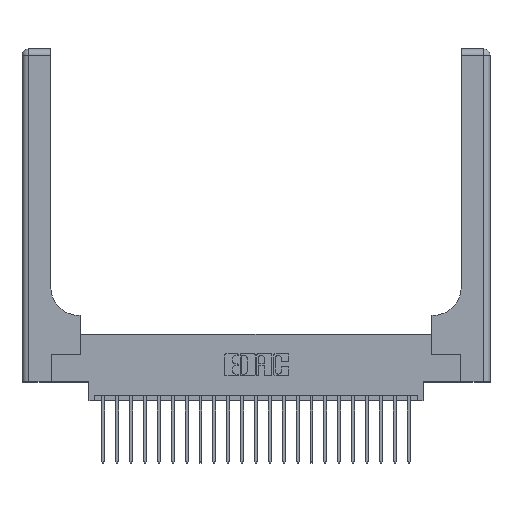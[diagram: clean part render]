
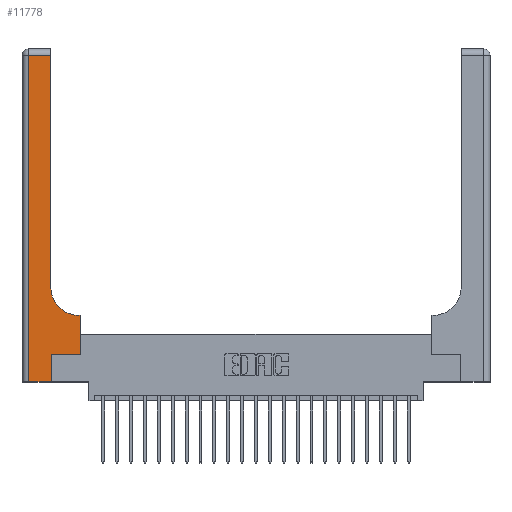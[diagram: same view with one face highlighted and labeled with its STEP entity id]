
A CAD part, top view. The second image highlights one B-rep face of the part: STEP entity #11778.
In plain terms, the highlighted planar face has unit normal (0, 0, 1).
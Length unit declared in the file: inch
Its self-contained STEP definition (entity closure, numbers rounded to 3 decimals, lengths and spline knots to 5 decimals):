
#48 = VECTOR ( 'NONE', #13986, 39.37008 ) ;
#360 = CARTESIAN_POINT ( 'NONE',  ( 0.528, 0.25, 0.37 ) ) ;
#369 = VERTEX_POINT ( 'NONE', #3499 ) ;
#503 = CARTESIAN_POINT ( 'NONE',  ( 0.51, 0.85, 0.37 ) ) ;
#540 = CARTESIAN_POINT ( 'NONE',  ( 0., 3., 0.37 ) ) ;
#913 = DIRECTION ( 'NONE',  ( -1., 0., 0. ) ) ;
#926 = VECTOR ( 'NONE', #16100, 39.37008 ) ;
#1297 = VECTOR ( 'NONE', #1430, 39.37008 ) ;
#1330 = CARTESIAN_POINT ( 'NONE',  ( 0.06, 3., 0.37 ) ) ;
#1430 = DIRECTION ( 'NONE',  ( 1., 0., 0. ) ) ;
#1458 = CARTESIAN_POINT ( 'NONE',  ( 0., 2.94, 0.37 ) ) ;
#1667 = VERTEX_POINT ( 'NONE', #16146 ) ;
#1771 = VERTEX_POINT ( 'NONE', #360 ) ;
#1811 = CARTESIAN_POINT ( 'NONE',  ( 0.26, 3., 0.37 ) ) ;
#2136 = VECTOR ( 'NONE', #19065, 39.37008 ) ;
#2324 = DIRECTION ( 'NONE',  ( 1., 0., 0. ) ) ;
#2359 = DIRECTION ( 'NONE',  ( 0., 0., -1. ) ) ;
#2966 = EDGE_CURVE ( 'NONE', #1667, #1771, #13374, .T. ) ;
#3053 = CARTESIAN_POINT ( 'NONE',  ( 0., 0., 0.37 ) ) ;
#3140 = DIRECTION ( 'NONE',  ( 1., 0., 0. ) ) ;
#3499 = CARTESIAN_POINT ( 'NONE',  ( 0.51, 0.6, 0.37 ) ) ;
#4268 = ORIENTED_EDGE ( 'NONE', *, *, #19104, .T. ) ;
#4941 = EDGE_CURVE ( 'NONE', #12180, #369, #12726, .T. ) ;
#5744 = VECTOR ( 'NONE', #3140, 39.37008 ) ;
#5894 = CARTESIAN_POINT ( 'NONE',  ( 0.265, 0., 0.37 ) ) ;
#6858 = CARTESIAN_POINT ( 'NONE',  ( 0.06, 0., 0.37 ) ) ;
#7225 = LINE ( 'NONE', #5894, #21328 ) ;
#7378 = EDGE_CURVE ( 'NONE', #1771, #12180, #10444, .T. ) ;
#7825 = EDGE_LOOP ( 'NONE', ( #15163, #14110, #4268, #11005, #19776, #17020, #9817, #13516, #22606 ) ) ;
#7948 = VECTOR ( 'NONE', #913, 39.37008 ) ;
#7994 = EDGE_CURVE ( 'NONE', #369, #13306, #15892, .T. ) ;
#8262 = VERTEX_POINT ( 'NONE', #11892 ) ;
#8778 = VERTEX_POINT ( 'NONE', #10144 ) ;
#8934 = CARTESIAN_POINT ( 'NONE',  ( 0.06, 2.94, 0.37 ) ) ;
#9018 = LINE ( 'NONE', #1458, #48 ) ;
#9427 = DIRECTION ( 'NONE',  ( 0., 1., 0. ) ) ;
#9596 = CARTESIAN_POINT ( 'NONE',  ( 0.26, 0.85, 0.37 ) ) ;
#9817 = ORIENTED_EDGE ( 'NONE', *, *, #7378, .T. ) ;
#9866 = CARTESIAN_POINT ( 'NONE',  ( 0.26, 0.6, 0.37 ) ) ;
#10089 = EDGE_CURVE ( 'NONE', #22374, #8778, #10559, .T. ) ;
#10144 = CARTESIAN_POINT ( 'NONE',  ( 0.265, 0., 0.37 ) ) ;
#10444 = LINE ( 'NONE', #14527, #14048 ) ;
#10559 = LINE ( 'NONE', #3053, #5744 ) ;
#11005 = ORIENTED_EDGE ( 'NONE', *, *, #10089, .T. ) ;
#11319 = PLANE ( 'NONE',  #15507 ) ;
#11572 = EDGE_CURVE ( 'NONE', #13306, #8262, #14641, .T. ) ;
#11778 = ADVANCED_FACE ( 'NONE', ( #16014 ), #11319, .F. ) ;
#11892 = CARTESIAN_POINT ( 'NONE',  ( 0.26, 2.94, 0.37 ) ) ;
#12180 = VERTEX_POINT ( 'NONE', #19345 ) ;
#12241 = LINE ( 'NONE', #1330, #2136 ) ;
#12726 = LINE ( 'NONE', #9866, #7948 ) ;
#12920 = DIRECTION ( 'NONE',  ( 0., 1., 0. ) ) ;
#13053 = DIRECTION ( 'NONE',  ( 0., 0., -1. ) ) ;
#13306 = VERTEX_POINT ( 'NONE', #9596 ) ;
#13374 = LINE ( 'NONE', #13965, #1297 ) ;
#13516 = ORIENTED_EDGE ( 'NONE', *, *, #4941, .T. ) ;
#13778 = VERTEX_POINT ( 'NONE', #8934 ) ;
#13965 = CARTESIAN_POINT ( 'NONE',  ( 0.265, 0.25, 0.37 ) ) ;
#13986 = DIRECTION ( 'NONE',  ( -1., 0., 0. ) ) ;
#14048 = VECTOR ( 'NONE', #12920, 39.37008 ) ;
#14110 = ORIENTED_EDGE ( 'NONE', *, *, #14715, .T. ) ;
#14527 = CARTESIAN_POINT ( 'NONE',  ( 0.528, 0.25, 0.37 ) ) ;
#14641 = LINE ( 'NONE', #1811, #926 ) ;
#14715 = EDGE_CURVE ( 'NONE', #8262, #13778, #9018, .T. ) ;
#14854 = DIRECTION ( 'NONE',  ( -1., 0., 0. ) ) ;
#15163 = ORIENTED_EDGE ( 'NONE', *, *, #11572, .T. ) ;
#15507 = AXIS2_PLACEMENT_3D ( 'NONE', #540, #2359, #14854 ) ;
#15892 = CIRCLE ( 'NONE', #16775, 0.25 ) ;
#16014 = FACE_OUTER_BOUND ( 'NONE', #7825, .T. ) ;
#16100 = DIRECTION ( 'NONE',  ( 0., 1., 0. ) ) ;
#16146 = CARTESIAN_POINT ( 'NONE',  ( 0.265, 0.25, 0.37 ) ) ;
#16775 = AXIS2_PLACEMENT_3D ( 'NONE', #503, #13053, #2324 ) ;
#17020 = ORIENTED_EDGE ( 'NONE', *, *, #2966, .T. ) ;
#17958 = EDGE_CURVE ( 'NONE', #8778, #1667, #7225, .T. ) ;
#19065 = DIRECTION ( 'NONE',  ( 0., -1., 0. ) ) ;
#19104 = EDGE_CURVE ( 'NONE', #13778, #22374, #12241, .T. ) ;
#19345 = CARTESIAN_POINT ( 'NONE',  ( 0.528, 0.6, 0.37 ) ) ;
#19776 = ORIENTED_EDGE ( 'NONE', *, *, #17958, .T. ) ;
#21328 = VECTOR ( 'NONE', #9427, 39.37008 ) ;
#22374 = VERTEX_POINT ( 'NONE', #6858 ) ;
#22606 = ORIENTED_EDGE ( 'NONE', *, *, #7994, .T. ) ;
